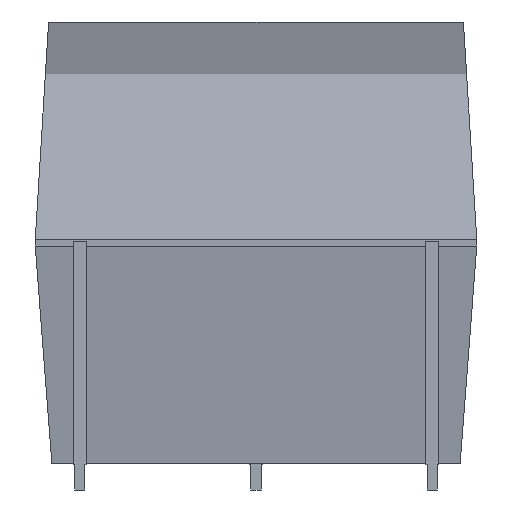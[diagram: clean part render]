
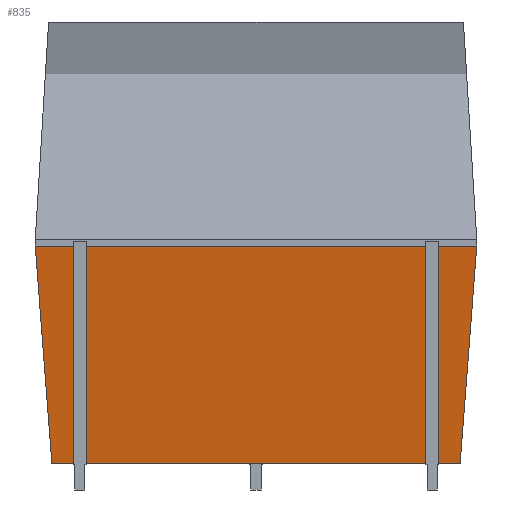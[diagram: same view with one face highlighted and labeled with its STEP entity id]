
A CAD part, left-side view. The second image highlights one B-rep face of the part: STEP entity #835.
In plain terms, the highlighted planar face has unit normal (-0.989, 0, -0.15).
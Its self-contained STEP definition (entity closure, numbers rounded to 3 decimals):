
#505=CARTESIAN_POINT('',(0.128,-40.03,22.045));
#504=VERTEX_POINT('',#505);
#601=CARTESIAN_POINT('',(0.128,4.47,22.045));
#600=VERTEX_POINT('',#601);
#648=EDGE_CURVE('',#504,#600,#653,.T.);
#653=LINE('',#505,#655);
#655=VECTOR('',#656,44.501);
#656=DIRECTION('',(0.0,1.0,0.0));
#701=CARTESIAN_POINT('',(3.456,-38.354,0.127));
#700=VERTEX_POINT('',#701);
#727=EDGE_CURVE('',#700,#504,#732,.T.);
#732=LINE('',#701,#734);
#734=VECTOR('',#735,22.232);
#735=DIRECTION('',(-0.15,-0.075,0.986));
#797=CARTESIAN_POINT('',(3.456,2.794,0.127));
#796=VERTEX_POINT('',#797);
#805=EDGE_CURVE('',#600,#796,#810,.T.);
#810=LINE('',#601,#812);
#812=VECTOR('',#813,22.232);
#813=DIRECTION('',(0.15,-0.075,-0.986));
#835=ADVANCED_FACE('',(#841),#836,.T.);
#836=PLANE('',#837);
#837=AXIS2_PLACEMENT_3D('',#838,#839,#840);
#838=CARTESIAN_POINT('',(3.456,2.794,0.127));
#839=DIRECTION('',(-0.989,0.0,-0.15));
#840=DIRECTION('',(0.,0.,1.));
#841=FACE_OUTER_BOUND('',#842,.T.);
#842=EDGE_LOOP('',(#843,#853,#863,#873));
#844=EDGE_CURVE('',#700,#796,#849,.T.);
#849=LINE('',#701,#851);
#851=VECTOR('',#852,41.148);
#852=DIRECTION('',(0.0,1.0,0.0));
#843=ORIENTED_EDGE('',*,*,#844,.F.);
#853=ORIENTED_EDGE('',*,*,#727,.T.);
#863=ORIENTED_EDGE('',*,*,#648,.T.);
#873=ORIENTED_EDGE('',*,*,#805,.T.);
